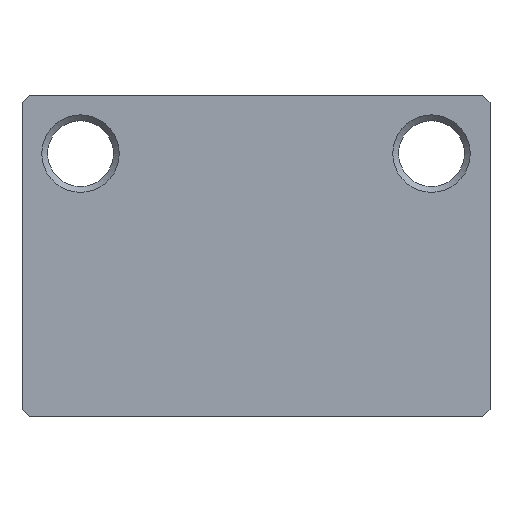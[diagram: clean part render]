
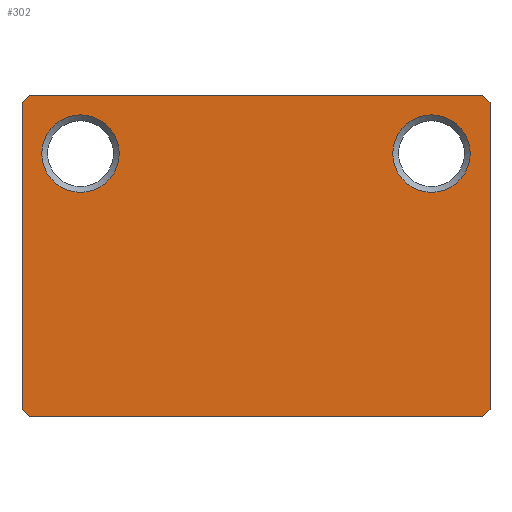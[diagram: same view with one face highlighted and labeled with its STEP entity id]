
A CAD part, front view. The second image highlights one B-rep face of the part: STEP entity #302.
In plain terms, the highlighted planar face has unit normal (0, -1, 0).
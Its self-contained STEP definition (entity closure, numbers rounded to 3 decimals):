
#23=FACE_BOUND('',#61,.T.);
#24=FACE_BOUND('',#62,.T.);
#27=CIRCLE('',#344,2.65);
#28=CIRCLE('',#345,2.65);
#42=FACE_OUTER_BOUND('',#60,.T.);
#60=EDGE_LOOP('',(#229,#230,#231,#232,#233,#234,#235,#236));
#61=EDGE_LOOP('',(#237));
#62=EDGE_LOOP('',(#238));
#73=LINE('',#456,#103);
#77=LINE('',#465,#107);
#83=LINE('',#478,#113);
#85=LINE('',#483,#115);
#93=LINE('',#499,#123);
#94=LINE('',#500,#124);
#95=LINE('',#501,#125);
#96=LINE('',#502,#126);
#103=VECTOR('',#368,1.);
#107=VECTOR('',#374,1.);
#113=VECTOR('',#382,1.);
#115=VECTOR('',#386,1.);
#123=VECTOR('',#402,1.);
#124=VECTOR('',#403,1.);
#125=VECTOR('',#404,1.);
#126=VECTOR('',#405,1.);
#133=VERTEX_POINT('',#454);
#134=VERTEX_POINT('',#455);
#137=VERTEX_POINT('',#463);
#138=VERTEX_POINT('',#464);
#143=VERTEX_POINT('',#475);
#144=VERTEX_POINT('',#477);
#145=VERTEX_POINT('',#481);
#146=VERTEX_POINT('',#482);
#151=VERTEX_POINT('',#503);
#152=VERTEX_POINT('',#505);
#161=EDGE_CURVE('',#133,#134,#73,.T.);
#165=EDGE_CURVE('',#137,#138,#77,.T.);
#171=EDGE_CURVE('',#143,#144,#83,.T.);
#173=EDGE_CURVE('',#145,#146,#85,.T.);
#183=EDGE_CURVE('',#143,#146,#93,.T.);
#184=EDGE_CURVE('',#145,#134,#94,.T.);
#185=EDGE_CURVE('',#133,#138,#95,.T.);
#186=EDGE_CURVE('',#137,#144,#96,.T.);
#187=EDGE_CURVE('',#151,#151,#27,.T.);
#188=EDGE_CURVE('',#152,#152,#28,.T.);
#229=ORIENTED_EDGE('',*,*,#171,.F.);
#230=ORIENTED_EDGE('',*,*,#183,.T.);
#231=ORIENTED_EDGE('',*,*,#173,.F.);
#232=ORIENTED_EDGE('',*,*,#184,.T.);
#233=ORIENTED_EDGE('',*,*,#161,.F.);
#234=ORIENTED_EDGE('',*,*,#185,.T.);
#235=ORIENTED_EDGE('',*,*,#165,.F.);
#236=ORIENTED_EDGE('',*,*,#186,.T.);
#237=ORIENTED_EDGE('',*,*,#187,.F.);
#238=ORIENTED_EDGE('',*,*,#188,.F.);
#292=PLANE('',#343);
#302=ADVANCED_FACE('',(#42,#23,#24),#292,.T.);
#343=AXIS2_PLACEMENT_3D('',#498,#400,#401);
#344=AXIS2_PLACEMENT_3D('',#504,#406,#407);
#345=AXIS2_PLACEMENT_3D('',#506,#408,#409);
#368=DIRECTION('',(0.,0.,1.));
#374=DIRECTION('',(-1.,0.,0.));
#382=DIRECTION('',(0.,0.,-1.));
#386=DIRECTION('',(1.,0.,0.));
#400=DIRECTION('center_axis',(0.,-1.,0.));
#401=DIRECTION('ref_axis',(0.,0.,-1.));
#402=DIRECTION('',(-0.707,0.,0.707));
#403=DIRECTION('',(-0.707,0.,-0.707));
#404=DIRECTION('',(0.707,0.,-0.707));
#405=DIRECTION('',(0.707,0.,0.707));
#406=DIRECTION('center_axis',(0.,-1.,0.));
#407=DIRECTION('ref_axis',(0.,0.,-1.));
#408=DIRECTION('center_axis',(0.,-1.,0.));
#409=DIRECTION('ref_axis',(0.,0.,-1.));
#454=CARTESIAN_POINT('',(0.,0.,0.5));
#455=CARTESIAN_POINT('',(0.,0.,21.5));
#456=CARTESIAN_POINT('',(0.,0.,22.));
#463=CARTESIAN_POINT('',(31.5,0.,0.));
#464=CARTESIAN_POINT('',(0.5,0.,0.));
#465=CARTESIAN_POINT('',(0.,0.,0.));
#475=CARTESIAN_POINT('',(32.,0.,21.5));
#477=CARTESIAN_POINT('',(32.,0.,0.5));
#478=CARTESIAN_POINT('',(32.,0.,0.));
#481=CARTESIAN_POINT('',(0.5,0.,22.));
#482=CARTESIAN_POINT('',(31.5,0.,22.));
#483=CARTESIAN_POINT('',(32.,0.,22.));
#498=CARTESIAN_POINT('Origin',(0.,0.,0.));
#499=CARTESIAN_POINT('',(26.75,0.,26.75));
#500=CARTESIAN_POINT('',(-10.75,0.,10.75));
#501=CARTESIAN_POINT('',(0.25,0.,0.25));
#502=CARTESIAN_POINT('',(15.75,0.,-15.75));
#503=CARTESIAN_POINT('',(30.65,0.,18.));
#504=CARTESIAN_POINT('Origin',(28.,0.,18.));
#505=CARTESIAN_POINT('',(6.65,0.,18.));
#506=CARTESIAN_POINT('Origin',(4.,0.,18.));
